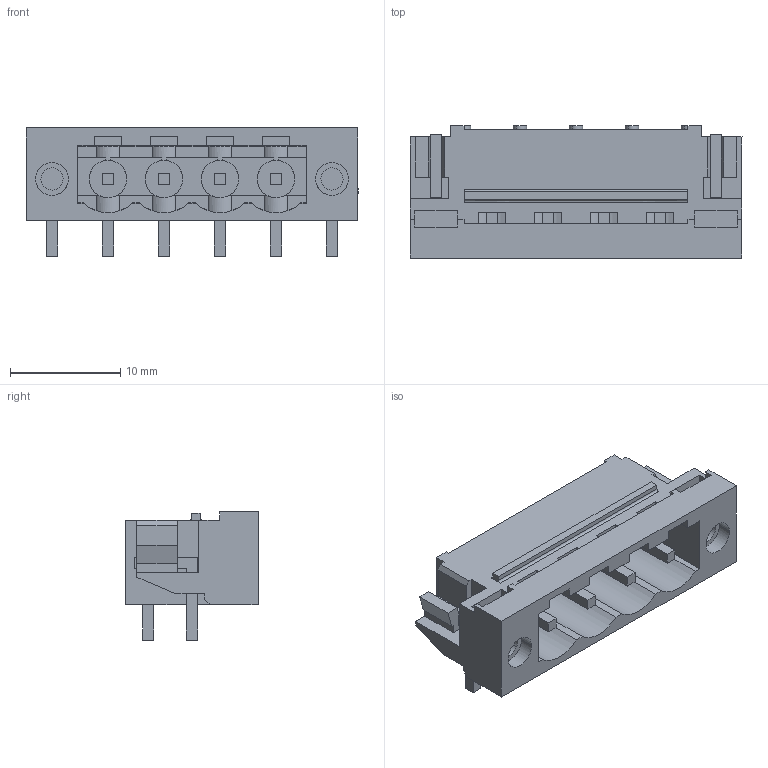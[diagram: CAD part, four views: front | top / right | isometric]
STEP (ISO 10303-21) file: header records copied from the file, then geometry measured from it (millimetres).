
FILE_DESCRIPTION(('CATIA V5R22 STEP214','CAx-IF Rec.Pracs.--- Model Styling and Organization---1.4--- 2014-01-23'),'2;1');
FILE_NAME ('D1456961_1_1837650000_1837650000.stp','2023-05-11T06:54:47+00:00',('none'),('Weidmueller'),'CATIA Version 5-6 Release 2016 SP3 HF44','CATIA V5 STEP AP214','none');
FILE_SCHEMA(('AUTOMOTIVE_DESIGN { 1 0 10303 214 1 1 1 1 }'));
Length unit declared in the file: millimetre
Products named in the file (1): 1837650000
Bounding box: 30.12 x 12 x 11.63 mm (x, y, z)
Volume: 1303.1 mm3; surface area: 2756.7 mm2
Topology: 7 solids, 7 shells, 350 faces, 1038 edges, 686 vertices
Faces by surface type: plane 289, cylinder 51, extrusion 10
Entity records: 11282 total; most frequent: CARTESIAN_POINT 2497, ORIENTED_EDGE 2076, DIRECTION 1390, EDGE_CURVE 1038, VECTOR 832, LINE 822, VERTEX_POINT 686, EDGE_LOOP 374
